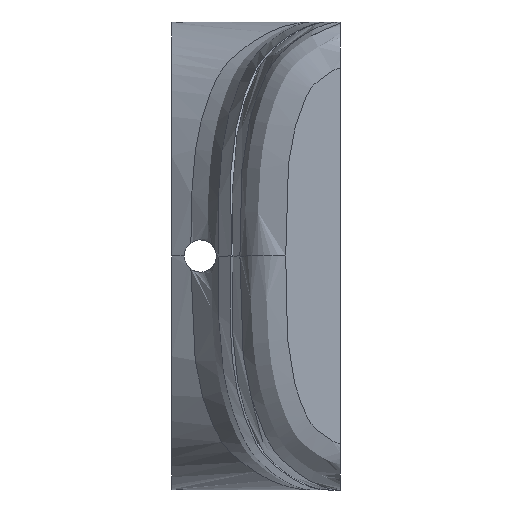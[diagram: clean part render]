
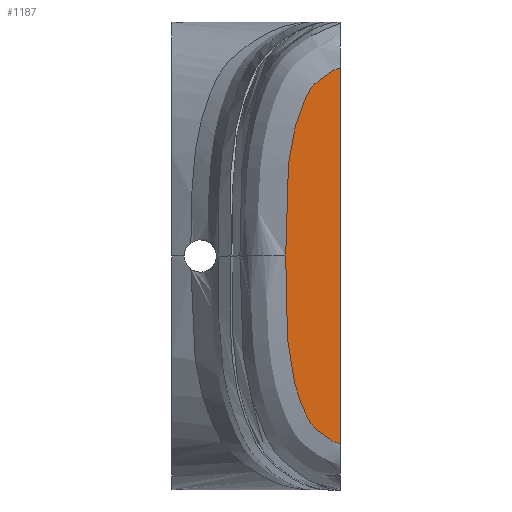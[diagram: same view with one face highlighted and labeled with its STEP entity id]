
A CAD part, left-side view. The second image highlights one B-rep face of the part: STEP entity #1187.
In plain terms, the highlighted planar face has unit normal (-1, 0, 0).
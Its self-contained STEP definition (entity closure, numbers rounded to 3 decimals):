
#118=B_SPLINE_CURVE_WITH_KNOTS('',3,(#3819,#3820,#3821,#3822,#3823,#3824,
#3825,#3826,#3827,#3828,#3829,#3830,#3831,#3832,#3833,#3834,#3835,#3836,
#3837,#3838,#3839,#3840,#3841,#3842),.UNSPECIFIED.,.F.,.F.,(4,1,1,1,1,1,
1,1,1,1,1,1,1,1,1,1,1,1,1,2,4),(0.029,0.029,0.052,
0.097,0.188,0.278,0.369,
0.459,0.55,0.595,0.64,0.731,
0.851,0.972,1.213,1.455,1.816,
2.178,2.902,3.626,3.654),
 .UNSPECIFIED.);
#120=B_SPLINE_CURVE_WITH_KNOTS('',3,(#4057,#4058,#4059,#4060,#4061,#4062,
#4063,#4064,#4065,#4066,#4067,#4068,#4069,#4070,#4071,#4072,#4073,#4074,
#4075,#4076,#4077,#4078,#4079,#4080),.UNSPECIFIED.,.F.,.F.,(4,2,1,1,1,1,
1,1,1,1,1,1,1,1,1,1,1,1,1,1,4),(-3.654,-3.626,-2.902,
-2.178,-1.816,-1.455,-1.093,
-0.912,-0.821,-0.731,-0.64,
-0.595,-0.55,-0.504,-0.459,
-0.369,-0.188,-0.097,-0.052,
-0.029,-0.029),.UNSPECIFIED.);
#160=PLANE('',#1247);
#224=FACE_OUTER_BOUND('',#293,.T.);
#293=EDGE_LOOP('',(#1100,#1101,#1102));
#327=LINE('',#1565,#410);
#410=VECTOR('',#1312,10.);
#508=VERTEX_POINT('',#1553);
#509=VERTEX_POINT('',#1564);
#577=VERTEX_POINT('',#3818);
#629=EDGE_CURVE('',#509,#508,#327,.T.);
#739=EDGE_CURVE('',#509,#577,#118,.T.);
#741=EDGE_CURVE('',#577,#508,#120,.T.);
#1100=ORIENTED_EDGE('',*,*,#739,.F.);
#1101=ORIENTED_EDGE('',*,*,#629,.T.);
#1102=ORIENTED_EDGE('',*,*,#741,.F.);
#1187=ADVANCED_FACE('',(#224),#160,.T.);
#1247=AXIS2_PLACEMENT_3D('',#5839,#1419,#1420);
#1312=DIRECTION('',(0.,0.,1.));
#1419=DIRECTION('center_axis',(-1.,0.,0.));
#1420=DIRECTION('ref_axis',(0.,0.,1.));
#1553=CARTESIAN_POINT('',(0.,0.,73.581));
#1564=CARTESIAN_POINT('',(0.,0.,8.019));
#1565=CARTESIAN_POINT('',(0.,0.,0.));
#3818=CARTESIAN_POINT('',(0.,9.534,40.8));
#3819=CARTESIAN_POINT('Ctrl Pts',(0.,0.,8.019));
#3820=CARTESIAN_POINT('Ctrl Pts',(0.,0.002,8.019));
#3821=CARTESIAN_POINT('Ctrl Pts',(0.,0.078,8.03));
#3822=CARTESIAN_POINT('Ctrl Pts',(0.,0.302,8.076));
#3823=CARTESIAN_POINT('Ctrl Pts',(0.,0.799,8.252));
#3824=CARTESIAN_POINT('Ctrl Pts',(0.,1.472,8.597));
#3825=CARTESIAN_POINT('Ctrl Pts',(0.,2.24,9.074));
#3826=CARTESIAN_POINT('Ctrl Pts',(0.,2.984,9.591));
#3827=CARTESIAN_POINT('Ctrl Pts',(0.,3.705,10.137));
#3828=CARTESIAN_POINT('Ctrl Pts',(0.,4.282,10.624));
#3829=CARTESIAN_POINT('Ctrl Pts',(0.,4.712,11.05));
#3830=CARTESIAN_POINT('Ctrl Pts',(0.,5.102,11.514));
#3831=CARTESIAN_POINT('Ctrl Pts',(0.,5.56,12.239));
#3832=CARTESIAN_POINT('Ctrl Pts',(0.,6.061,13.226));
#3833=CARTESIAN_POINT('Ctrl Pts',(0.,6.704,14.701));
#3834=CARTESIAN_POINT('Ctrl Pts',(0.,7.396,16.589));
#3835=CARTESIAN_POINT('Ctrl Pts',(0.,8.185,19.294));
#3836=CARTESIAN_POINT('Ctrl Pts',(0.,8.808,22.454));
#3837=CARTESIAN_POINT('Ctrl Pts',(0.,9.366,27.249));
#3838=CARTESIAN_POINT('Ctrl Pts',(0.,9.627,33.28));
#3839=CARTESIAN_POINT('Ctrl Pts',(0.,9.627,38.106));
#3840=CARTESIAN_POINT('Ctrl Pts',(0.,9.541,40.612));
#3841=CARTESIAN_POINT('Ctrl Pts',(0.,9.537,40.706));
#3842=CARTESIAN_POINT('Ctrl Pts',(0.,9.534,40.8));
#4057=CARTESIAN_POINT('Ctrl Pts',(0.,9.534,
40.8));
#4058=CARTESIAN_POINT('Ctrl Pts',(0.,9.537,
40.894));
#4059=CARTESIAN_POINT('Ctrl Pts',(0.,9.541,
40.988));
#4060=CARTESIAN_POINT('Ctrl Pts',(0.,9.627,
43.494));
#4061=CARTESIAN_POINT('Ctrl Pts',(0.,9.626,
48.32));
#4062=CARTESIAN_POINT('Ctrl Pts',(0.,9.366,
54.351));
#4063=CARTESIAN_POINT('Ctrl Pts',(0.,8.808,
59.146));
#4064=CARTESIAN_POINT('Ctrl Pts',(0.,8.107,
62.701));
#4065=CARTESIAN_POINT('Ctrl Pts',(0.,7.211,
65.587));
#4066=CARTESIAN_POINT('Ctrl Pts',(0.,6.431,
67.548));
#4067=CARTESIAN_POINT('Ctrl Pts',(0.,5.927,
68.645));
#4068=CARTESIAN_POINT('Ctrl Pts',(0.,5.507,
69.446));
#4069=CARTESIAN_POINT('Ctrl Pts',(0.,5.102,
70.086));
#4070=CARTESIAN_POINT('Ctrl Pts',(0.,4.712,
70.55));
#4071=CARTESIAN_POINT('Ctrl Pts',(0.,4.39,
70.87));
#4072=CARTESIAN_POINT('Ctrl Pts',(0.,4.051,
71.171));
#4073=CARTESIAN_POINT('Ctrl Pts',(0.,3.585,
71.554));
#4074=CARTESIAN_POINT('Ctrl Pts',(0.,2.742,
72.19));
#4075=CARTESIAN_POINT('Ctrl Pts',(0.,1.74,
72.864));
#4076=CARTESIAN_POINT('Ctrl Pts',(0.,0.8,
73.349));
#4077=CARTESIAN_POINT('Ctrl Pts',(0.,0.302,
73.524));
#4078=CARTESIAN_POINT('Ctrl Pts',(0.,0.078,
73.57));
#4079=CARTESIAN_POINT('Ctrl Pts',(0.,0.002,
73.581));
#4080=CARTESIAN_POINT('Ctrl Pts',(0.,0.,
73.581));
#5839=CARTESIAN_POINT('Origin',(0.,0.,0.));
